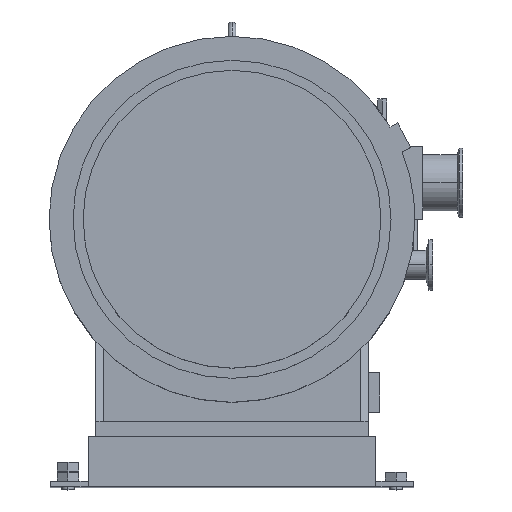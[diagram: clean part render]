
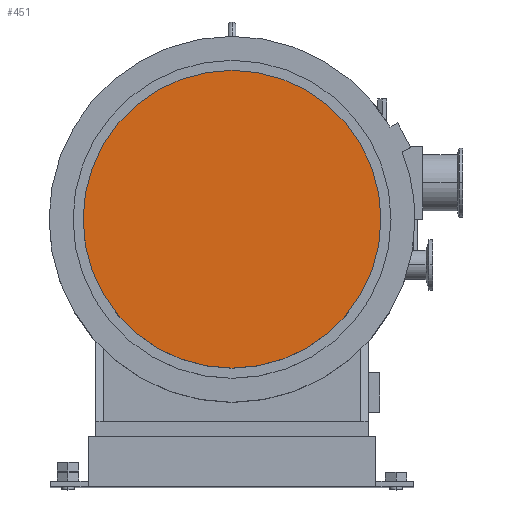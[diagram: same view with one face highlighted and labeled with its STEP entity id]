
A CAD part, top view. The second image highlights one B-rep face of the part: STEP entity #451.
In plain terms, the highlighted planar face has unit normal (0, 0, 1).
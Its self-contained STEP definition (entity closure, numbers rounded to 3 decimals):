
#221 = EDGE_CURVE ( 'NONE', #272, #273, #1858, .T. ) ;
#272 = VERTEX_POINT ( 'NONE', #2154 ) ;
#273 = VERTEX_POINT ( 'NONE', #2111 ) ;
#427 = ORIENTED_EDGE ( 'NONE', *, *, #221, .T. ) ;
#448 = EDGE_CURVE ( 'NONE', #273, #272, #2299, .T. ) ;
#451 = ADVANCED_FACE ( 'NONE', ( #2294 ), #2293, .T. ) ;
#452 = EDGE_LOOP ( 'NONE', ( #453, #427 ) ) ;
#453 = ORIENTED_EDGE ( 'NONE', *, *, #448, .T. ) ;
#1854 = DIRECTION ( 'NONE',  ( 1., 0., 0. ) ) ;
#1855 = DIRECTION ( 'NONE',  ( 0., 0., 1. ) ) ;
#1856 = CARTESIAN_POINT ( 'NONE',  ( 0., 0., 117.1 ) ) ;
#1857 = AXIS2_PLACEMENT_3D ( 'NONE', #1856, #1855, #1854 ) ;
#1858 = CIRCLE ( 'NONE', #1857, 118. ) ;
#2111 = CARTESIAN_POINT ( 'NONE',  ( -118., 0., 117.1 ) ) ;
#2154 = CARTESIAN_POINT ( 'NONE',  ( 118., 0., 117.1 ) ) ;
#2236 = DIRECTION ( 'NONE',  ( 1., 0., 0. ) ) ;
#2290 = DIRECTION ( 'NONE',  ( 0., 0., 1. ) ) ;
#2291 = CARTESIAN_POINT ( 'NONE',  ( 0., 0., 117.1 ) ) ;
#2292 = AXIS2_PLACEMENT_3D ( 'NONE', #2291, #2290, #2236 ) ;
#2293 = PLANE ( 'NONE',  #2292 ) ;
#2294 = FACE_OUTER_BOUND ( 'NONE', #452, .T. ) ;
#2295 = DIRECTION ( 'NONE',  ( 1., 0., 0. ) ) ;
#2296 = DIRECTION ( 'NONE',  ( 0., 0., 1. ) ) ;
#2297 = CARTESIAN_POINT ( 'NONE',  ( 0., 0., 117.1 ) ) ;
#2298 = AXIS2_PLACEMENT_3D ( 'NONE', #2297, #2296, #2295 ) ;
#2299 = CIRCLE ( 'NONE', #2298, 118. ) ;
